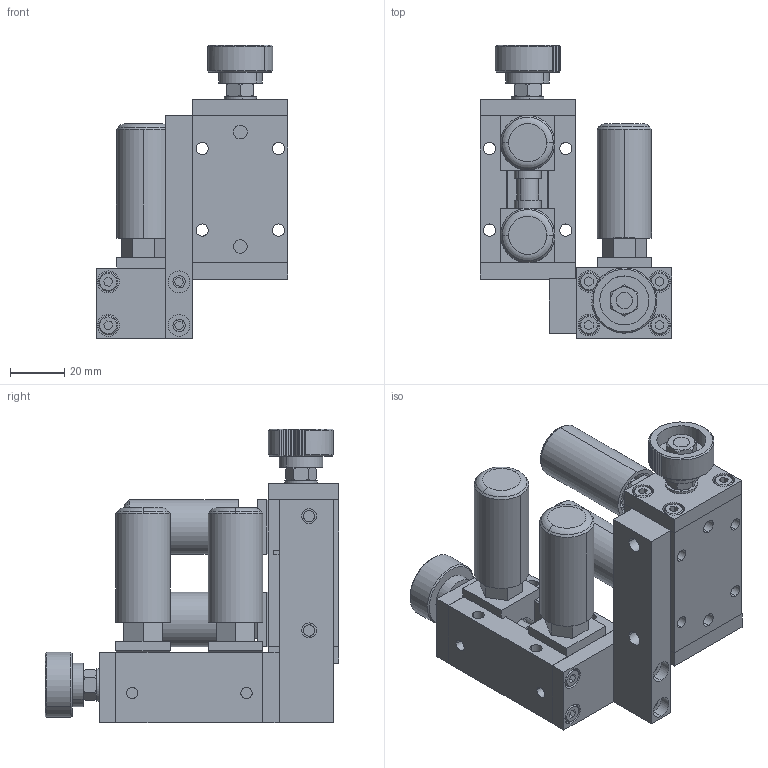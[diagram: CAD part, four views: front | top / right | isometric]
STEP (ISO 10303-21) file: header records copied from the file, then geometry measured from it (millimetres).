
FILE_DESCRIPTION (( 'STEP AP203' ), '1' );
FILE_NAME ('3-300124-00_3945.STEP', '2019-11-08T11:35:05', ( '' ), ( '' ), 'SwSTEP 2.0', 'SolidWorks 2019', '' );
FILE_SCHEMA (( 'CONFIG_CONTROL_DESIGN' ));
Length unit declared in the file: millimetre
Products named in the file (21): 3-400350-01_10589_MirrorDefault; GFM-0608-04_MirrorDefault; 73103_MirrorDefault; 3-400124-01P1_MirrorDefault; 0104_MirrorDefault; DIN912M4x8_Mirror(1414)_M4 x 8; 3-400124-01P3B_MirrorDefault; 3-300124-00P1A_MirrorDefault; 50163_MirrorDefault; DIN934M6x5_Mirror[40]   ?'''' -16; 3-300124-00_3945; SFL 20_MirrorSFL25; 6303_m6_a_MirrorDefault; 3-400124-01P5_MirrorDefault; 3-400350-02P2ARL_MirrorDefault; TBRB 6,7x14x3_MirrorDefault; 3-400124-01P3A_MirrorDefault
Assembly tree (59 placements, depth 4):
  3-300124-00_3945
    3-400350-01_10589_MirrorDefault
      3-400124-01P1_MirrorDefault
      3-400350-02P2ARL_MirrorDefault  x2
      3-400124-01P3A_MirrorDefault
      3-400124-01P3B_MirrorDefault
      GFM-0608-04_MirrorDefault  x2
      TBRB 6,7x14x3_MirrorDefault
      3-400124-01P5_MirrorDefault
      DIN934M6x5_Mirror[40]   ?'''' -16  x2
      0104_MirrorDefault
        50163_MirrorDefault
        73103_MirrorDefault
        SFL 20_MirrorSFL25
      0104_MirrorDefault
        50163_MirrorDefault
        73103_MirrorDefault
        SFL 20_MirrorSFL25
      DIN912M4x8_Mirror(1414)_M4 x 8  x8
      6303_m6_a_MirrorDefault
    3-300124-00P1A_MirrorDefault
    3-400350-01_10589_MirrorDefault
      3-400124-01P1_MirrorDefault
      3-400350-02P2ARL_MirrorDefault  x2
      3-400124-01P3A_MirrorDefault
      3-400124-01P3B_MirrorDefault
      GFM-0608-04_MirrorDefault  x2
      TBRB 6,7x14x3_MirrorDefault
      3-400124-01P5_MirrorDefault
      DIN934M6x5_Mirror[40]   ?'''' -16  x2
      0104_MirrorDefault
        50163_MirrorDefault
        73103_MirrorDefault
        SFL 20_MirrorSFL25
      0104_MirrorDefault
        50163_MirrorDefault
        73103_MirrorDefault
        SFL 20_MirrorSFL25
      DIN912M4x8_Mirror(1414)_M4 x 8  x8
      6303_m6_a_MirrorDefault
Bounding box: 70.5 x 108 x 108 mm (x, y, z)
Volume: 164921.5 mm3; surface area: 105986.7 mm2
Topology: 53 solids, 53 shells, 1444 faces, 3418 edges, 2200 vertices
Faces by surface type: plane 600, cylinder 430, cone 224, bspline 150, torus 40
Entity records: 21390 total; most frequent: CARTESIAN_POINT 7157, ORIENTED_EDGE 2302, DIRECTION 2145, EDGE_CURVE 1151, AXIS2_PLACEMENT_3D 798, VERTEX_POINT 754, EDGE_LOOP 569, LINE 549
